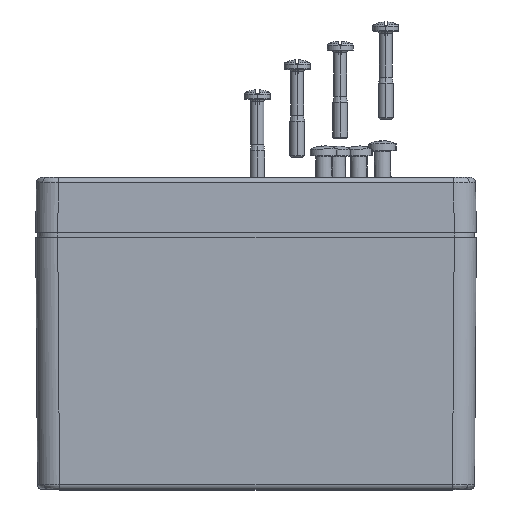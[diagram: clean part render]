
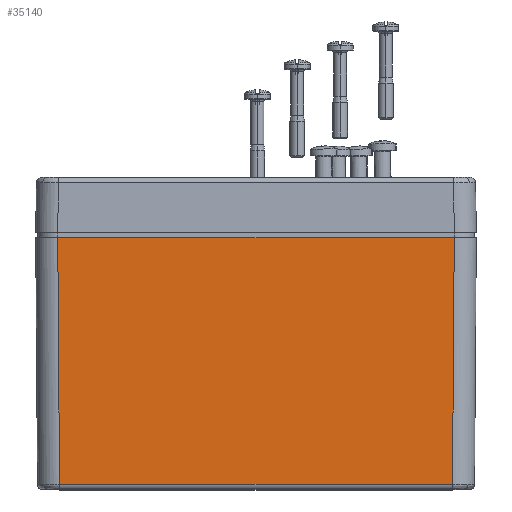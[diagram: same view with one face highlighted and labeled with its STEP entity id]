
A CAD part, top view. The second image highlights one B-rep face of the part: STEP entity #35140.
In plain terms, the highlighted planar face has unit normal (0, -0.007, 1).
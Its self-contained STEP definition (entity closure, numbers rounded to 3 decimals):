
#8729 = CARTESIAN_POINT ( 'NONE',  ( -53.979, -3., 39.979 ) ) ;
#10186 = CARTESIAN_POINT ( 'NONE',  ( 53.979, -3., 39.979 ) ) ;
#10202 = LINE ( 'NONE', #10270, #10269 ) ;
#10268 = DIRECTION ( 'NONE',  ( -1., 0., 0. ) ) ;
#10269 = VECTOR ( 'NONE', #10268, 1000. ) ;
#10270 = CARTESIAN_POINT ( 'NONE',  ( -60., -3., 39.979 ) ) ;
#17658 = VERTEX_POINT ( 'NONE', #8729 ) ;
#18079 = VERTEX_POINT ( 'NONE', #10186 ) ;
#18090 = EDGE_CURVE ( 'NONE', #18079, #17658, #10202, .T. ) ;
#21031 = VERTEX_POINT ( 'NONE', #29236 ) ;
#24867 = VERTEX_POINT ( 'NONE', #32347 ) ;
#29236 = CARTESIAN_POINT ( 'NONE',  ( -53.499, -70.011, 39.499 ) ) ;
#29242 = EDGE_CURVE ( 'NONE', #21031, #24867, #34606, .T. ) ;
#30629 = ORIENTED_EDGE ( 'NONE', *, *, #34902, .T. ) ;
#31574 = ORIENTED_EDGE ( 'NONE', *, *, #29242, .T. ) ;
#31671 = EDGE_LOOP ( 'NONE', ( #30629, #33968, #33969, #31574 ) ) ;
#32347 = CARTESIAN_POINT ( 'NONE',  ( 53.499, -70.011, 39.499 ) ) ;
#33968 = ORIENTED_EDGE ( 'NONE', *, *, #18090, .T. ) ;
#33969 = ORIENTED_EDGE ( 'NONE', *, *, #34099, .T. ) ;
#34099 = EDGE_CURVE ( 'NONE', #17658, #21031, #35969, .T. ) ;
#34597 = DIRECTION ( 'NONE',  ( 1., 0., 0. ) ) ;
#34598 = VECTOR ( 'NONE', #34597, 1000. ) ;
#34599 = CARTESIAN_POINT ( 'NONE',  ( -60., -70.011, 39.499 ) ) ;
#34606 = LINE ( 'NONE', #34599, #34598 ) ;
#34902 = EDGE_CURVE ( 'NONE', #24867, #18079, #36234, .T. ) ;
#35140 = ADVANCED_FACE ( 'NONE', ( #36302 ), #36301, .T. ) ;
#35966 = DIRECTION ( 'NONE',  ( 0.007, -1., -0.007 ) ) ;
#35967 = VECTOR ( 'NONE', #35966, 1000. ) ;
#35968 = CARTESIAN_POINT ( 'NONE',  ( -54., 0.043, 40. ) ) ;
#35969 = LINE ( 'NONE', #35968, #35967 ) ;
#36231 = DIRECTION ( 'NONE',  ( 0.007, 1., 0.007 ) ) ;
#36232 = VECTOR ( 'NONE', #36231, 1000. ) ;
#36233 = CARTESIAN_POINT ( 'NONE',  ( 53.994, -0.816, 39.994 ) ) ;
#36234 = LINE ( 'NONE', #36233, #36232 ) ;
#36297 = DIRECTION ( 'NONE',  ( 0., -1., -0.007 ) ) ;
#36298 = DIRECTION ( 'NONE',  ( 0., -0.007, 1. ) ) ;
#36299 = CARTESIAN_POINT ( 'NONE',  ( -60., 0., 40. ) ) ;
#36300 = AXIS2_PLACEMENT_3D ( 'NONE', #36299, #36298, #36297 ) ;
#36301 = PLANE ( 'NONE',  #36300 ) ;
#36302 = FACE_OUTER_BOUND ( 'NONE', #31671, .T. ) ;
